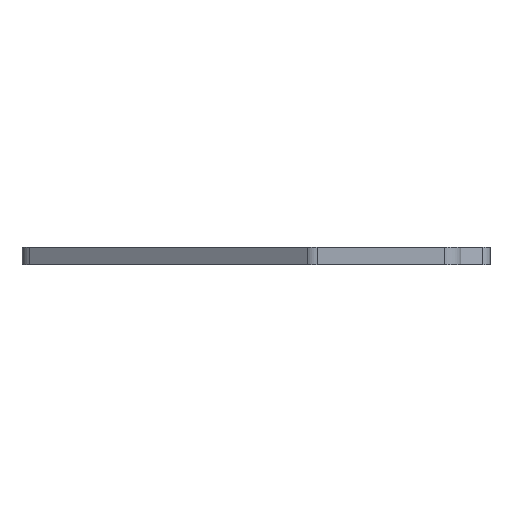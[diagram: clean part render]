
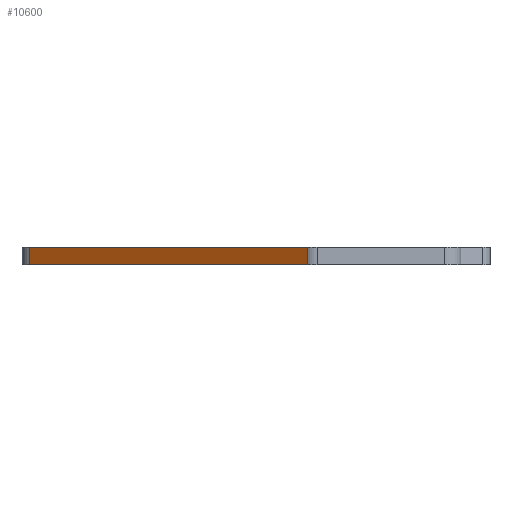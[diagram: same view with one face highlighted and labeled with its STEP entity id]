
A CAD part, left-side view. The second image highlights one B-rep face of the part: STEP entity #10600.
In plain terms, the highlighted planar face has unit normal (-0.819, 0.574, 0).
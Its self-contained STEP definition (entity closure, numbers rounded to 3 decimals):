
#640=CARTESIAN_POINT('',(-57.507,123.941,0.));
#650=VERTEX_POINT('',#640);
#680=CARTESIAN_POINT('',(-57.507,123.941,0.));
#690=DIRECTION('',(-0.574,-0.819,0.));
#700=VECTOR('',#690,1.);
#710=LINE('',#680,#700);
#720=CARTESIAN_POINT('',(-80.848,90.607,0.));
#730=VERTEX_POINT('',#720);
#740=EDGE_CURVE('',#650,#730,#710,.T.);
#4800=CARTESIAN_POINT('',(-80.848,90.607,2.05));
#4810=VERTEX_POINT('',#4800);
#4840=CARTESIAN_POINT('',(-57.507,123.941,2.05));
#4850=DIRECTION('',(-0.574,-0.819,0.));
#4860=VECTOR('',#4850,1.);
#4870=LINE('',#4840,#4860);
#4880=CARTESIAN_POINT('',(-57.507,123.941,2.05));
#4890=VERTEX_POINT('',#4880);
#4900=EDGE_CURVE('',#4890,#4810,#4870,.T.);
#10340=CARTESIAN_POINT('',(-57.507,123.941,0.));
#10350=DIRECTION('',(0.,0.,1.));
#10360=VECTOR('',#10350,1.);
#10370=LINE('',#10340,#10360);
#10380=EDGE_CURVE('',#650,#4890,#10370,.T.);
#10440=CARTESIAN_POINT('',(-80.848,90.607,0.));
#10450=DIRECTION('',(-0.819,0.574,0.));
#10460=DIRECTION('',(0.574,0.819,0.));
#10470=AXIS2_PLACEMENT_3D('',#10440,#10450,#10460);
#10480=PLANE('',#10470);
#10490=ORIENTED_EDGE('',*,*,#10380,.F.);
#10500=ORIENTED_EDGE('',*,*,#4900,.F.);
#10510=CARTESIAN_POINT('',(-80.848,90.607,0.));
#10520=DIRECTION('',(0.,0.,1.));
#10530=VECTOR('',#10520,1.);
#10540=LINE('',#10510,#10530);
#10550=EDGE_CURVE('',#730,#4810,#10540,.T.);
#10560=ORIENTED_EDGE('',*,*,#10550,.T.);
#10570=ORIENTED_EDGE('',*,*,#740,.T.);
#10580=EDGE_LOOP('',(#10570,#10560,#10500,#10490));
#10590=FACE_OUTER_BOUND('',#10580,.T.);
#10600=ADVANCED_FACE('',(#10590),#10480,.T.);
